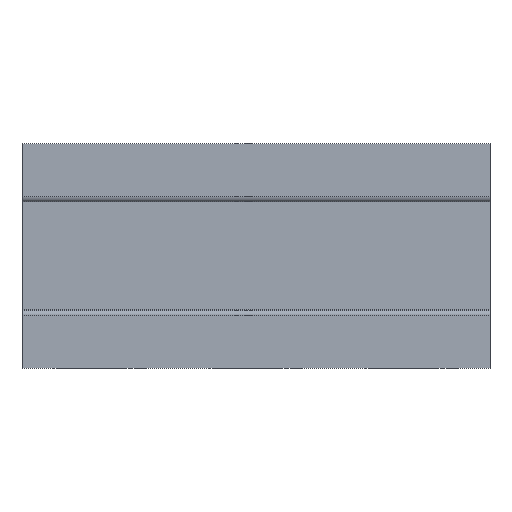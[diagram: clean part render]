
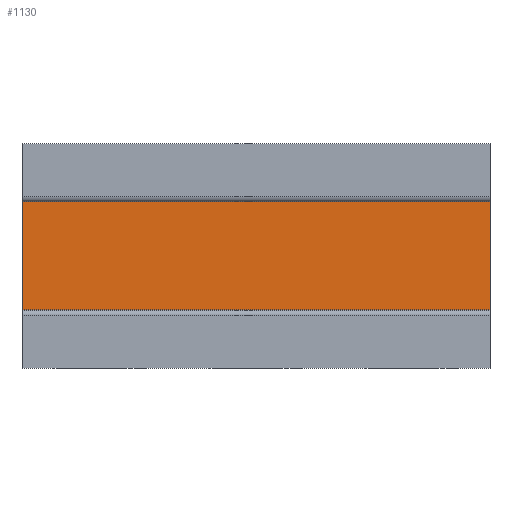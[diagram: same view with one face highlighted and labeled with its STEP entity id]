
A CAD part, top view. The second image highlights one B-rep face of the part: STEP entity #1130.
In plain terms, the highlighted planar face has unit normal (0, 0, 1).
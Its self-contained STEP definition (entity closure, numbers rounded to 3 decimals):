
#133=FACE_OUTER_BOUND('',#193,.T.);
#193=EDGE_LOOP('',(#896,#897,#898,#899));
#303=LINE('',#1859,#415);
#304=LINE('',#1862,#416);
#305=LINE('',#1864,#417);
#306=LINE('',#1865,#418);
#415=VECTOR('',#1537,10.);
#416=VECTOR('',#1540,10.);
#417=VECTOR('',#1541,10.);
#418=VECTOR('',#1542,10.);
#522=VERTEX_POINT('',#1855);
#523=VERTEX_POINT('',#1857);
#524=VERTEX_POINT('',#1861);
#525=VERTEX_POINT('',#1863);
#671=EDGE_CURVE('',#522,#523,#303,.T.);
#672=EDGE_CURVE('',#524,#522,#304,.T.);
#673=EDGE_CURVE('',#525,#523,#305,.T.);
#674=EDGE_CURVE('',#524,#525,#306,.T.);
#896=ORIENTED_EDGE('',*,*,#672,.T.);
#897=ORIENTED_EDGE('',*,*,#671,.T.);
#898=ORIENTED_EDGE('',*,*,#673,.F.);
#899=ORIENTED_EDGE('',*,*,#674,.F.);
#1023=PLANE('',#1247);
#1130=ADVANCED_FACE('',(#133),#1023,.T.);
#1247=AXIS2_PLACEMENT_3D('',#1860,#1538,#1539);
#1537=DIRECTION('',(1.,0.,0.));
#1538=DIRECTION('center_axis',(0.,0.,1.));
#1539=DIRECTION('ref_axis',(0.,-1.,0.));
#1540=DIRECTION('',(0.,-1.,0.));
#1541=DIRECTION('',(0.,-1.,0.));
#1542=DIRECTION('',(1.,0.,0.));
#1855=CARTESIAN_POINT('',(0.,-17.312,19.65));
#1857=CARTESIAN_POINT('',(150.,-17.312,19.65));
#1859=CARTESIAN_POINT('',(0.,-17.312,19.65));
#1860=CARTESIAN_POINT('Origin',(0.,17.312,19.65));
#1861=CARTESIAN_POINT('',(0.,17.312,19.65));
#1862=CARTESIAN_POINT('',(0.,17.312,19.65));
#1863=CARTESIAN_POINT('',(150.,17.312,19.65));
#1864=CARTESIAN_POINT('',(150.,17.312,19.65));
#1865=CARTESIAN_POINT('',(0.,17.312,19.65));
